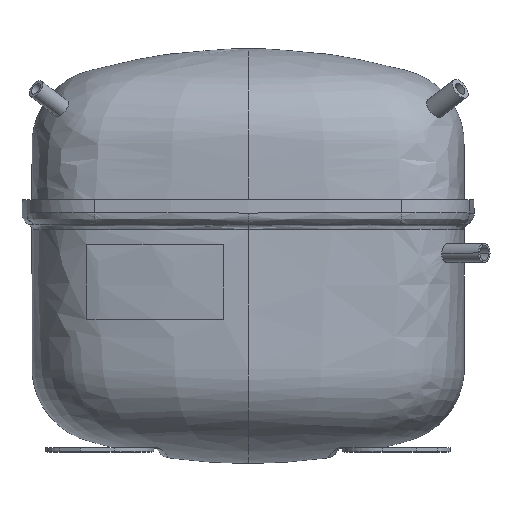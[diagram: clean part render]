
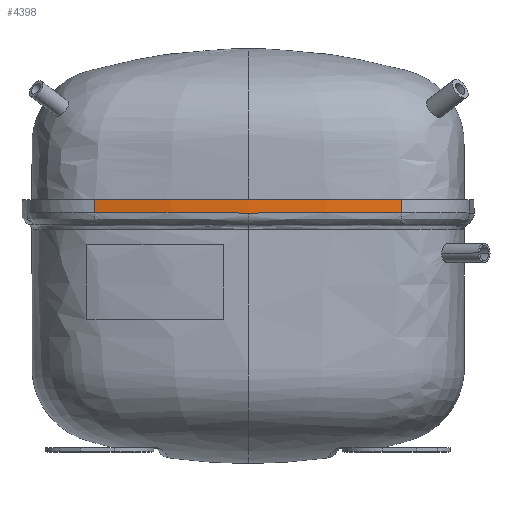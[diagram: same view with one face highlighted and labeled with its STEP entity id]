
A CAD part, top view. The second image highlights one B-rep face of the part: STEP entity #4398.
In plain terms, the highlighted cylindrical face has radius 386 mm (diameter 772 mm), a partial arc.
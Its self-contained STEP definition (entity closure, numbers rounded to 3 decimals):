
#437 = VECTOR ( 'NONE', #4914, 1000. ) ;
#578 = CARTESIAN_POINT ( 'NONE',  ( 0., -6.793, 80.438 ) ) ;
#602 = ORIENTED_EDGE ( 'NONE', *, *, #7198, .T. ) ;
#619 = EDGE_CURVE ( 'NONE', #4509, #7300, #899, .T. ) ;
#631 = CARTESIAN_POINT ( 'NONE',  ( -69.385, -6.698, 74.154 ) ) ;
#661 = CARTESIAN_POINT ( 'NONE',  ( 70.98, -6.694, 73.859 ) ) ;
#826 = CYLINDRICAL_SURFACE ( 'NONE', #9358, 386. ) ;
#899 = LINE ( 'NONE', #1002, #437 ) ;
#1002 = CARTESIAN_POINT ( 'NONE',  ( -77.355, -12., 72.608 ) ) ;
#1192 = CARTESIAN_POINT ( 'NONE',  ( 0., -6.793, 80.438 ) ) ;
#1371 = LINE ( 'NONE', #9204, #9550 ) ;
#1500 = CARTESIAN_POINT ( 'NONE',  ( 45.35, -6.745, 77.82 ) ) ;
#1613 = FACE_OUTER_BOUND ( 'NONE', #5149, .T. ) ;
#1803 = DIRECTION ( 'NONE',  ( 0., 0., -1. ) ) ;
#1982 = CIRCLE ( 'NONE', #7472, 386. ) ;
#2029 = CARTESIAN_POINT ( 'NONE',  ( 25.979, -6.776, 79.618 ) ) ;
#2132 = ORIENTED_EDGE ( 'NONE', *, *, #4765, .T. ) ;
#2405 = ORIENTED_EDGE ( 'NONE', *, *, #619, .T. ) ;
#2961 = CARTESIAN_POINT ( 'NONE',  ( 32.45, -6.767, 79.126 ) ) ;
#2981 = CARTESIAN_POINT ( 'NONE',  ( -74.17, -6.688, 73.249 ) ) ;
#3224 = DIRECTION ( 'NONE',  ( 0., -1., 0. ) ) ;
#3434 = CARTESIAN_POINT ( 'NONE',  ( -77.355, 0., 72.608 ) ) ;
#3716 = CARTESIAN_POINT ( 'NONE',  ( -51.781, -6.733, 77.004 ) ) ;
#3816 = CARTESIAN_POINT ( 'NONE',  ( 0., -6.793, 80.438 ) ) ;
#3895 = CARTESIAN_POINT ( 'NONE',  ( 51.78, -6.733, 77.004 ) ) ;
#4005 = CARTESIAN_POINT ( 'NONE',  ( 0., 0., -305.562 ) ) ;
#4398 = ADVANCED_FACE ( 'NONE', ( #1613 ), #826, .T. ) ;
#4496 = CARTESIAN_POINT ( 'NONE',  ( -70.981, -6.694, 73.859 ) ) ;
#4509 = VERTEX_POINT ( 'NONE', #3434 ) ;
#4549 = CARTESIAN_POINT ( 'NONE',  ( -64.594, -6.707, 75.009 ) ) ;
#4681 = CARTESIAN_POINT ( 'NONE',  ( 75.763, -6.687, 72.933 ) ) ;
#4765 = EDGE_CURVE ( 'NONE', #7155, #5457, #4893, .T. ) ;
#4893 = B_SPLINE_CURVE_WITH_KNOTS ( 'NONE', 3,
 ( #1192, #5987, #9185, #2029, #2961, #1500, #3895, #5307, #9392, #7715, #661, #7082, #4681, #10071 ),
 .UNSPECIFIED., .F., .F.,
 ( 4, 2, 2, 2, 2, 2, 4 ),
 ( 0., 0.019, 0.039, 0.058, 0.068, 0.073, 0.078 ),
 .UNSPECIFIED. ) ;
#4914 = DIRECTION ( 'NONE',  ( 0., -1., 0. ) ) ;
#5076 = EDGE_CURVE ( 'NONE', #9089, #4509, #1982, .T. ) ;
#5149 = EDGE_LOOP ( 'NONE', ( #2405, #602, #2132, #7907, #9012 ) ) ;
#5307 = CARTESIAN_POINT ( 'NONE',  ( 61.394, -6.714, 75.538 ) ) ;
#5377 = CARTESIAN_POINT ( 'NONE',  ( -12.994, -6.79, 80.274 ) ) ;
#5457 = VERTEX_POINT ( 'NONE', #6589 ) ;
#5757 = DIRECTION ( 'NONE',  ( 0., -1., 0. ) ) ;
#5987 = CARTESIAN_POINT ( 'NONE',  ( 6.5, -6.793, 80.438 ) ) ;
#6006 = CARTESIAN_POINT ( 'NONE',  ( -6.499, -6.793, 80.438 ) ) ;
#6412 = DIRECTION ( 'NONE',  ( 0., 0., -1. ) ) ;
#6589 = CARTESIAN_POINT ( 'NONE',  ( 77.355, -6.682, 72.608 ) ) ;
#6601 = CARTESIAN_POINT ( 'NONE',  ( 0., 0., -305.562 ) ) ;
#6671 = CARTESIAN_POINT ( 'NONE',  ( -77.355, -6.682, 72.608 ) ) ;
#6847 = CARTESIAN_POINT ( 'NONE',  ( -75.763, -6.687, 72.933 ) ) ;
#7002 = CARTESIAN_POINT ( 'NONE',  ( -45.351, -6.745, 77.819 ) ) ;
#7082 = CARTESIAN_POINT ( 'NONE',  ( 74.17, -6.688, 73.249 ) ) ;
#7142 = EDGE_CURVE ( 'NONE', #9089, #5457, #1371, .T. ) ;
#7155 = VERTEX_POINT ( 'NONE', #3816 ) ;
#7198 = EDGE_CURVE ( 'NONE', #7300, #7155, #8134, .T. ) ;
#7293 = CARTESIAN_POINT ( 'NONE',  ( 77.355, 0., 72.608 ) ) ;
#7300 = VERTEX_POINT ( 'NONE', #6671 ) ;
#7472 = AXIS2_PLACEMENT_3D ( 'NONE', #6601, #5757, #1803 ) ;
#7715 = CARTESIAN_POINT ( 'NONE',  ( 69.385, -6.698, 74.154 ) ) ;
#7734 = CARTESIAN_POINT ( 'NONE',  ( -25.975, -6.776, 79.618 ) ) ;
#7907 = ORIENTED_EDGE ( 'NONE', *, *, #7142, .F. ) ;
#8134 = B_SPLINE_CURVE_WITH_KNOTS ( 'NONE', 3,
 ( #8521, #6847, #2981, #4496, #631, #4549, #10090, #3716, #7002, #10193, #7734, #5377, #6006, #578 ),
 .UNSPECIFIED., .F., .F.,
 ( 4, 2, 2, 2, 2, 2, 4 ),
 ( 0., 0.005, 0.01, 0.019, 0.039, 0.058, 0.078 ),
 .UNSPECIFIED. ) ;
#8467 = DIRECTION ( 'NONE',  ( 0., -1., 0. ) ) ;
#8521 = CARTESIAN_POINT ( 'NONE',  ( -77.355, -6.682, 72.608 ) ) ;
#9012 = ORIENTED_EDGE ( 'NONE', *, *, #5076, .T. ) ;
#9089 = VERTEX_POINT ( 'NONE', #7293 ) ;
#9185 = CARTESIAN_POINT ( 'NONE',  ( 12.996, -6.79, 80.274 ) ) ;
#9204 = CARTESIAN_POINT ( 'NONE',  ( 77.355, -12., 72.608 ) ) ;
#9358 = AXIS2_PLACEMENT_3D ( 'NONE', #4005, #3224, #6412 ) ;
#9392 = CARTESIAN_POINT ( 'NONE',  ( 64.593, -6.707, 75.009 ) ) ;
#9550 = VECTOR ( 'NONE', #8467, 1000. ) ;
#10071 = CARTESIAN_POINT ( 'NONE',  ( 77.355, -6.682, 72.608 ) ) ;
#10090 = CARTESIAN_POINT ( 'NONE',  ( -61.395, -6.714, 75.538 ) ) ;
#10193 = CARTESIAN_POINT ( 'NONE',  ( -32.449, -6.767, 79.126 ) ) ;
